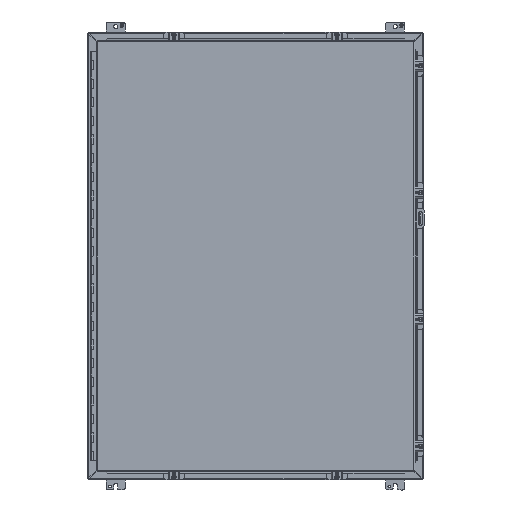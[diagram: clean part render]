
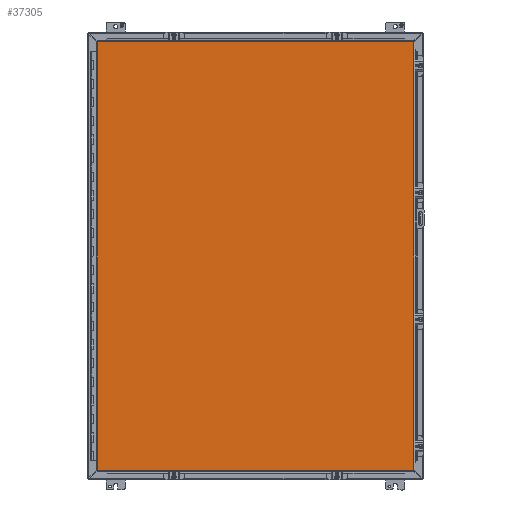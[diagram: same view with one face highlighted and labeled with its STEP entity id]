
A CAD part, front view. The second image highlights one B-rep face of the part: STEP entity #37305.
In plain terms, the highlighted planar face has unit normal (0, -1, 0).
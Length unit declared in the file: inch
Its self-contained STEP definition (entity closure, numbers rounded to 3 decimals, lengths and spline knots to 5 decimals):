
#839 = EDGE_CURVE ( 'NONE', #35893, #38941, #24390, .T. ) ;
#5069 = ORIENTED_EDGE ( 'NONE', *, *, #75901, .F. ) ;
#7434 = CARTESIAN_POINT ( 'NONE',  ( -16.955, -11.215, -22.9945 ) ) ;
#11482 = VERTEX_POINT ( 'NONE', #7434 ) ;
#11715 = VECTOR ( 'NONE', #24761, 39.37008 ) ;
#13281 = CARTESIAN_POINT ( 'NONE',  ( 17.017, -11.215, 22.9945 ) ) ;
#13557 = CARTESIAN_POINT ( 'NONE',  ( -16.955, -11.215, 22.9945 ) ) ;
#14759 = AXIS2_PLACEMENT_3D ( 'NONE', #58512, #17811, #65575 ) ;
#17811 = DIRECTION ( 'NONE',  ( 0., -1., 0. ) ) ;
#24390 = LINE ( 'NONE', #65893, #11715 ) ;
#24761 = DIRECTION ( 'NONE',  ( 1., 0., 0. ) ) ;
#28898 = DIRECTION ( 'NONE',  ( 0., 0., 1. ) ) ;
#30008 = VECTOR ( 'NONE', #63404, 39.37008 ) ;
#35010 = FACE_OUTER_BOUND ( 'NONE', #64629, .T. ) ;
#35893 = VERTEX_POINT ( 'NONE', #13557 ) ;
#37305 = ADVANCED_FACE ( 'NONE', ( #35010 ), #71442, .T. ) ;
#38766 = LINE ( 'NONE', #69319, #30008 ) ;
#38941 = VERTEX_POINT ( 'NONE', #67431 ) ;
#39574 = ORIENTED_EDGE ( 'NONE', *, *, #60311, .F. ) ;
#44646 = ORIENTED_EDGE ( 'NONE', *, *, #69920, .F. ) ;
#48971 = CARTESIAN_POINT ( 'NONE',  ( 17.017, -11.215, -22.9945 ) ) ;
#58512 = CARTESIAN_POINT ( 'NONE',  ( -16.955, -11.215, -22.9945 ) ) ;
#59809 = VERTEX_POINT ( 'NONE', #48971 ) ;
#60311 = EDGE_CURVE ( 'NONE', #38941, #59809, #61803, .T. ) ;
#61803 = LINE ( 'NONE', #13281, #69879 ) ;
#63404 = DIRECTION ( 'NONE',  ( -1., 0., 0. ) ) ;
#64518 = VECTOR ( 'NONE', #28898, 39.37008 ) ;
#64629 = EDGE_LOOP ( 'NONE', ( #39574, #73826, #44646, #5069 ) ) ;
#65575 = DIRECTION ( 'NONE',  ( 0., 0., -1. ) ) ;
#65893 = CARTESIAN_POINT ( 'NONE',  ( -16.955, -11.215, 22.9945 ) ) ;
#67431 = CARTESIAN_POINT ( 'NONE',  ( 17.017, -11.215, 22.9945 ) ) ;
#68114 = DIRECTION ( 'NONE',  ( 0., 0., -1. ) ) ;
#69319 = CARTESIAN_POINT ( 'NONE',  ( 17.017, -11.215, -22.9945 ) ) ;
#69879 = VECTOR ( 'NONE', #68114, 39.37008 ) ;
#69920 = EDGE_CURVE ( 'NONE', #11482, #35893, #77440, .T. ) ;
#71442 = PLANE ( 'NONE',  #14759 ) ;
#73826 = ORIENTED_EDGE ( 'NONE', *, *, #839, .F. ) ;
#75901 = EDGE_CURVE ( 'NONE', #59809, #11482, #38766, .T. ) ;
#76688 = CARTESIAN_POINT ( 'NONE',  ( -16.955, -11.215, -22.9945 ) ) ;
#77440 = LINE ( 'NONE', #76688, #64518 ) ;
